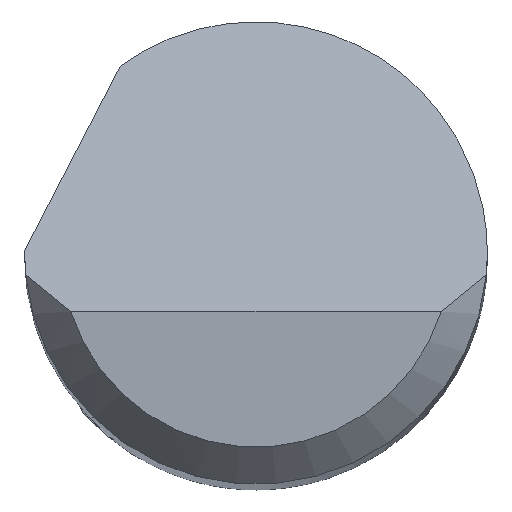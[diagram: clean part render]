
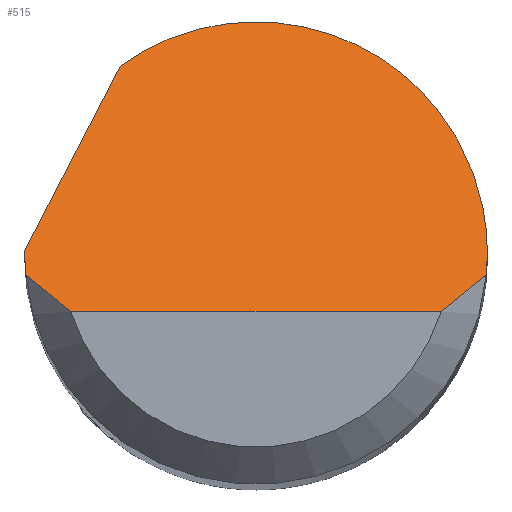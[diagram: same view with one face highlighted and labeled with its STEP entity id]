
A CAD part, top view. The second image highlights one B-rep face of the part: STEP entity #515.
In plain terms, the highlighted planar face has unit normal (0, 0.707, 0.707).
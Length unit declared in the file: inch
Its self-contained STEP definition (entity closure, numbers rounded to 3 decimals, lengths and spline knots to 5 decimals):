
#9 = CARTESIAN_POINT ( 'NONE',  ( -0.09375, 0.00067, 1.47558 ) ) ;
#54 = VERTEX_POINT ( 'NONE', #929 ) ;
#65 = DIRECTION ( 'NONE',  ( 0., 0.707, -0.707 ) ) ;
#77 = VERTEX_POINT ( 'NONE', #228 ) ;
#101 = CARTESIAN_POINT ( 'NONE',  ( 0.08157, -0.019, 1.49525 ) ) ;
#112 = CARTESIAN_POINT ( 'NONE',  ( -0.07508, -0.02375, 1.5 ) ) ;
#113 = B_SPLINE_CURVE_WITH_KNOTS ( 'NONE', 3,
 ( #562, #201, #953, #112 ),
 .UNSPECIFIED., .F., .F.,
 ( 4, 4 ),
 ( 0., 0.00071 ),
 .UNSPECIFIED. ) ;
#121 = ORIENTED_EDGE ( 'NONE', *, *, #394, .T. ) ;
#123 = CARTESIAN_POINT ( 'NONE',  ( 0.07508, -0.02375, 1.5 ) ) ;
#142 = CARTESIAN_POINT ( 'NONE',  ( 0.09375, 0.08754, 1.38871 ) ) ;
#165 = B_SPLINE_CURVE_WITH_KNOTS ( 'NONE', 3,
 ( #174, #101, #176, #476 ),
 .UNSPECIFIED., .F., .F.,
 ( 4, 4 ),
 ( 0., 0.00071 ),
 .UNSPECIFIED. ) ;
#173 = CARTESIAN_POINT ( 'NONE',  ( -0.10502, -0.02084, 1.49709 ) ) ;
#174 = CARTESIAN_POINT ( 'NONE',  ( 0.07508, -0.02375, 1.5 ) ) ;
#176 = CARTESIAN_POINT ( 'NONE',  ( 0.08761, -0.01397, 1.49022 ) ) ;
#189 = LINE ( 'NONE', #868, #489 ) ;
#201 = CARTESIAN_POINT ( 'NONE',  ( -0.08761, -0.01397, 1.49022 ) ) ;
#217 = CARTESIAN_POINT ( 'NONE',  ( -0.09375, 0.00033, 1.47592 ) ) ;
#228 = CARTESIAN_POINT ( 'NONE',  ( -0.07508, -0.02375, 1.5 ) ) ;
#249 =( BOUNDED_CURVE ( )  B_SPLINE_CURVE ( 3, ( #514, #368, #142, #679 ),
 .UNSPECIFIED., .F., .F. ) 
 B_SPLINE_CURVE_WITH_KNOTS ( ( 4, 4 ),
 ( 5.65523, 7.85398 ),
 .UNSPECIFIED. ) 
 CURVE ( )  GEOMETRIC_REPRESENTATION_ITEM ( )  RATIONAL_B_SPLINE_CURVE ( ( 1., 0.636, 0.636, 1. ) ) 
 REPRESENTATION_ITEM ( '' )  );
#255 =( BOUNDED_CURVE ( )  B_SPLINE_CURVE ( 3, ( #439, #217, #9, #596 ),
 .UNSPECIFIED., .F., .T. ) 
 B_SPLINE_CURVE_WITH_KNOTS ( ( 4, 4 ),
 ( 4.71239, 4.72306 ),
 .UNSPECIFIED. ) 
 CURVE ( )  GEOMETRIC_REPRESENTATION_ITEM ( )  RATIONAL_B_SPLINE_CURVE ( ( 1., 1., 1., 1. ) ) 
 REPRESENTATION_ITEM ( '' )  );
#272 = VERTEX_POINT ( 'NONE', #935 ) ;
#296 = CARTESIAN_POINT ( 'NONE',  ( -0.09375, -0.00292, 1.47917 ) ) ;
#344 =( BOUNDED_CURVE ( )  B_SPLINE_CURVE ( 3, ( #586, #509, #296, #819 ),
 .UNSPECIFIED., .F., .T. ) 
 B_SPLINE_CURVE_WITH_KNOTS ( ( 4, 4 ),
 ( 4.61892, 4.71239 ),
 .UNSPECIFIED. ) 
 CURVE ( )  GEOMETRIC_REPRESENTATION_ITEM ( )  RATIONAL_B_SPLINE_CURVE ( ( 1., 0.999, 0.999, 1. ) ) 
 REPRESENTATION_ITEM ( '' )  );
#354 = VERTEX_POINT ( 'NONE', #471 ) ;
#357 = EDGE_CURVE ( 'NONE', #365, #531, #165, .T. ) ;
#365 = VERTEX_POINT ( 'NONE', #123 ) ;
#367 = EDGE_CURVE ( 'NONE', #77, #365, #189, .T. ) ;
#368 = CARTESIAN_POINT ( 'NONE',  ( 0.01576, 0.12729, 1.34896 ) ) ;
#377 =( BOUNDED_CURVE ( )  B_SPLINE_CURVE ( 3, ( #852, #398, #778, #933 ),
 .UNSPECIFIED., .F., .T. ) 
 B_SPLINE_CURVE_WITH_KNOTS ( ( 4, 4 ),
 ( 1.5708, 1.66427 ),
 .UNSPECIFIED. ) 
 CURVE ( )  GEOMETRIC_REPRESENTATION_ITEM ( )  RATIONAL_B_SPLINE_CURVE ( ( 1., 0.999, 0.999, 1. ) ) 
 REPRESENTATION_ITEM ( '' )  );
#383 = ORIENTED_EDGE ( 'NONE', *, *, #582, .F. ) ;
#385 = LINE ( 'NONE', #173, #405 ) ;
#394 = EDGE_CURVE ( 'NONE', #703, #77, #113, .T. ) ;
#398 = CARTESIAN_POINT ( 'NONE',  ( 0.09375, -0.00292, 1.47917 ) ) ;
#403 = CARTESIAN_POINT ( 'NONE',  ( -0.09374, 0.001, 1.47525 ) ) ;
#405 = VECTOR ( 'NONE', #840, 39.37008 ) ;
#439 = CARTESIAN_POINT ( 'NONE',  ( -0.09375, 0., 1.47625 ) ) ;
#444 = ORIENTED_EDGE ( 'NONE', *, *, #625, .F. ) ;
#471 = CARTESIAN_POINT ( 'NONE',  ( -0.09375, 0., 1.47625 ) ) ;
#476 = CARTESIAN_POINT ( 'NONE',  ( 0.09334, -0.00875, 1.485 ) ) ;
#489 = VECTOR ( 'NONE', #948, 39.37008 ) ;
#509 = CARTESIAN_POINT ( 'NONE',  ( -0.09361, -0.00584, 1.48209 ) ) ;
#514 = CARTESIAN_POINT ( 'NONE',  ( -0.05508, 0.07587, 1.40038 ) ) ;
#515 = ADVANCED_FACE ( 'NONE', ( #661 ), #646, .F. ) ;
#523 = ORIENTED_EDGE ( 'NONE', *, *, #591, .F. ) ;
#528 = EDGE_LOOP ( 'NONE', ( #821, #677, #444, #912, #825, #523, #383, #121 ) ) ;
#531 = VERTEX_POINT ( 'NONE', #685 ) ;
#562 = CARTESIAN_POINT ( 'NONE',  ( -0.09334, -0.00875, 1.485 ) ) ;
#578 = EDGE_CURVE ( 'NONE', #272, #54, #249, .T. ) ;
#582 = EDGE_CURVE ( 'NONE', #703, #354, #344, .T. ) ;
#586 = CARTESIAN_POINT ( 'NONE',  ( -0.09334, -0.00875, 1.485 ) ) ;
#591 = EDGE_CURVE ( 'NONE', #354, #765, #255, .T. ) ;
#596 = CARTESIAN_POINT ( 'NONE',  ( -0.09374, 0.001, 1.47525 ) ) ;
#617 = EDGE_CURVE ( 'NONE', #765, #272, #385, .T. ) ;
#625 = EDGE_CURVE ( 'NONE', #54, #531, #377, .T. ) ;
#646 = PLANE ( 'NONE',  #853 ) ;
#649 = CARTESIAN_POINT ( 'NONE',  ( -0.09375, -0.02375, 1.5 ) ) ;
#661 = FACE_OUTER_BOUND ( 'NONE', #528, .T. ) ;
#677 = ORIENTED_EDGE ( 'NONE', *, *, #357, .T. ) ;
#679 = CARTESIAN_POINT ( 'NONE',  ( 0.09375, 0., 1.47625 ) ) ;
#685 = CARTESIAN_POINT ( 'NONE',  ( 0.09334, -0.00875, 1.485 ) ) ;
#703 = VERTEX_POINT ( 'NONE', #944 ) ;
#765 = VERTEX_POINT ( 'NONE', #403 ) ;
#778 = CARTESIAN_POINT ( 'NONE',  ( 0.09361, -0.00584, 1.48209 ) ) ;
#819 = CARTESIAN_POINT ( 'NONE',  ( -0.09375, 0., 1.47625 ) ) ;
#821 = ORIENTED_EDGE ( 'NONE', *, *, #367, .T. ) ;
#825 = ORIENTED_EDGE ( 'NONE', *, *, #617, .F. ) ;
#840 = DIRECTION ( 'NONE',  ( 0.343, 0.664, -0.664 ) ) ;
#852 = CARTESIAN_POINT ( 'NONE',  ( 0.09375, 0., 1.47625 ) ) ;
#853 = AXIS2_PLACEMENT_3D ( 'NONE', #649, #910, #65 ) ;
#868 = CARTESIAN_POINT ( 'NONE',  ( 0., -0.02375, 1.5 ) ) ;
#910 = DIRECTION ( 'NONE',  ( 0., -0.707, -0.707 ) ) ;
#912 = ORIENTED_EDGE ( 'NONE', *, *, #578, .F. ) ;
#929 = CARTESIAN_POINT ( 'NONE',  ( 0.09375, 0., 1.47625 ) ) ;
#933 = CARTESIAN_POINT ( 'NONE',  ( 0.09334, -0.00875, 1.485 ) ) ;
#935 = CARTESIAN_POINT ( 'NONE',  ( -0.05508, 0.07587, 1.40038 ) ) ;
#944 = CARTESIAN_POINT ( 'NONE',  ( -0.09334, -0.00875, 1.485 ) ) ;
#948 = DIRECTION ( 'NONE',  ( 1., 0., 0. ) ) ;
#953 = CARTESIAN_POINT ( 'NONE',  ( -0.08157, -0.019, 1.49525 ) ) ;
